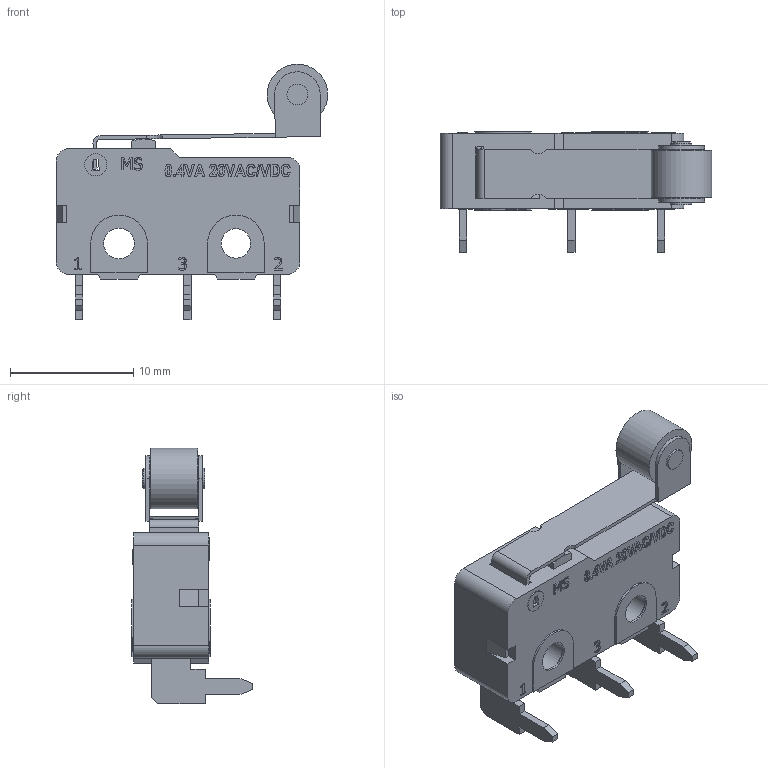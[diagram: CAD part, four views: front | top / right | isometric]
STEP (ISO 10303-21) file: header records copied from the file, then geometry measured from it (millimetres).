
FILE_DESCRIPTION((' '),'2;1');
FILE_NAME('MS085R105FxxxV1A.stp','2017-08-02T14:36:54',(' '),(' '),' ','ACIS',' ');
FILE_SCHEMA(('CONFIG_CONTROL_DESIGN'));
Length unit declared in the file: inch
Products named in the file (1): MS085R105FxxxV1A.stp
Bounding box: 22.06 x 9.8 x 20.77 mm (x, y, z)
Volume: 902.8 mm3; surface area: 1883 mm2
Topology: 1 solids, 4 shells, 662 faces, 1786 edges, 1187 vertices
Faces by surface type: plane 448, bspline 186, cylinder 28
Full cylindrical faces by diameter (mm): 1.4 x3, 1.7 x2, 1.8 x1, 2.4 x2, 2.5 x2, 3.7 x2, 4.92 x1
Entity records: 21485 total; most frequent: CARTESIAN_POINT 6001, ORIENTED_EDGE 3542, DIRECTION 2410, EDGE_CURVE 1771, VECTOR 1342, LINE 1342, VERTEX_POINT 1185, EDGE_LOOP 743
